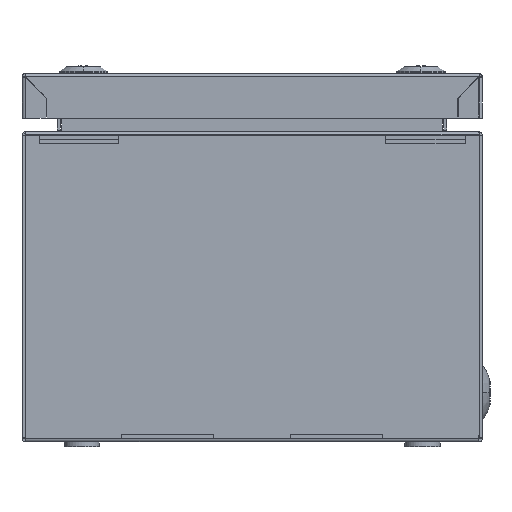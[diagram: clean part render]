
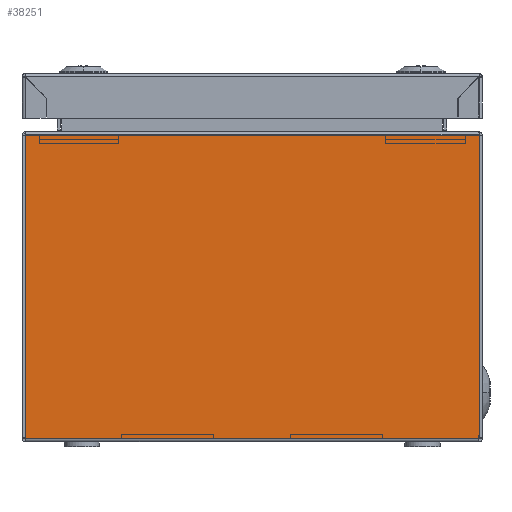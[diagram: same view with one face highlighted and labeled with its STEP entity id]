
A CAD part, left-side view. The second image highlights one B-rep face of the part: STEP entity #38251.
In plain terms, the highlighted planar face has unit normal (-1, 0, 0).
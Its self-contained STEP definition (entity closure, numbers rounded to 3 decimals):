
#20341 = EDGE_CURVE ( 'NONE', #69173, #69179, #73001, .T. ) ;
#20371 = EDGE_CURVE ( 'NONE', #69224, #69212, #73069, .T. ) ;
#20565 = EDGE_CURVE ( 'NONE', #69335, #69332, #73316, .T. ) ;
#20569 = EDGE_CURVE ( 'NONE', #69224, #69284, #73327, .T. ) ;
#20572 = EDGE_CURVE ( 'NONE', #69179, #69341, #73330, .T. ) ;
#20576 = EDGE_CURVE ( 'NONE', #69212, #69173, #73336, .T. ) ;
#20579 = EDGE_CURVE ( 'NONE', #69284, #69335, #73323, .T. ) ;
#20581 = EDGE_CURVE ( 'NONE', #69341, #69332, #73342, .T. ) ;
#38251 = ADVANCED_FACE ( 'NONE', ( #39585 ), #39587, .T. ) ;
#39561 = CARTESIAN_POINT ( 'NONE',  ( -150., 62., -422.957 ) ) ;
#39585 = FACE_OUTER_BOUND ( 'NONE', #69315, .T. ) ;
#39587 = PLANE ( 'NONE',  #81700 ) ;
#39591 = DIRECTION ( 'NONE',  ( -1., 0., 0. ) ) ;
#39594 = DIRECTION ( 'NONE',  ( 0., 0., 1. ) ) ;
#46824 = VECTOR ( 'NONE', #73011, 1000. ) ;
#46872 = VECTOR ( 'NONE', #73072, 1000. ) ;
#47077 = VECTOR ( 'NONE', #73324, 1000. ) ;
#47084 = VECTOR ( 'NONE', #73329, 1000. ) ;
#47085 = VECTOR ( 'NONE', #73333, 1000. ) ;
#47087 = VECTOR ( 'NONE', #73341, 1000. ) ;
#47089 = VECTOR ( 'NONE', #73339, 1000. ) ;
#47094 = VECTOR ( 'NONE', #73344, 1000. ) ;
#61383 = ORIENTED_EDGE ( 'NONE', *, *, #20576, .F. ) ;
#61385 = ORIENTED_EDGE ( 'NONE', *, *, #20371, .F. ) ;
#61387 = ORIENTED_EDGE ( 'NONE', *, *, #20569, .T. ) ;
#61389 = ORIENTED_EDGE ( 'NONE', *, *, #20579, .T. ) ;
#61391 = ORIENTED_EDGE ( 'NONE', *, *, #20565, .T. ) ;
#61393 = ORIENTED_EDGE ( 'NONE', *, *, #20581, .F. ) ;
#61395 = ORIENTED_EDGE ( 'NONE', *, *, #20572, .F. ) ;
#61397 = ORIENTED_EDGE ( 'NONE', *, *, #20341, .F. ) ;
#69173 = VERTEX_POINT ( 'NONE', #87808 ) ;
#69179 = VERTEX_POINT ( 'NONE', #87820 ) ;
#69212 = VERTEX_POINT ( 'NONE', #87842 ) ;
#69224 = VERTEX_POINT ( 'NONE', #87850 ) ;
#69284 = VERTEX_POINT ( 'NONE', #87890 ) ;
#69315 = EDGE_LOOP ( 'NONE', ( #61383, #61385, #61387, #61389, #61391, #61393, #61395, #61397 ) ) ;
#69332 = VERTEX_POINT ( 'NONE', #87922 ) ;
#69335 = VERTEX_POINT ( 'NONE', #87924 ) ;
#69341 = VERTEX_POINT ( 'NONE', #87928 ) ;
#73001 = LINE ( 'NONE', #73010, #46824 ) ;
#73010 = CARTESIAN_POINT ( 'NONE',  ( -150., -74., 99.043 ) ) ;
#73011 = DIRECTION ( 'NONE',  ( 0., 0., -1. ) ) ;
#73069 = LINE ( 'NONE', #73071, #46872 ) ;
#73071 = CARTESIAN_POINT ( 'NONE',  ( -150., 74., 99.043 ) ) ;
#73072 = DIRECTION ( 'NONE',  ( 0., 0., 1. ) ) ;
#73312 = CARTESIAN_POINT ( 'NONE',  ( -150., 62., 0.1 ) ) ;
#73316 = LINE ( 'NONE', #73312, #47077 ) ;
#73323 = LINE ( 'NONE', #73340, #47087 ) ;
#73324 = DIRECTION ( 'NONE',  ( 0., -1., 0. ) ) ;
#73327 = LINE ( 'NONE', #73328, #47084 ) ;
#73328 = CARTESIAN_POINT ( 'NONE',  ( -150., -526.942, 1.143 ) ) ;
#73329 = DIRECTION ( 'NONE',  ( 0., -1., 0. ) ) ;
#73330 = LINE ( 'NONE', #73332, #47085 ) ;
#73332 = CARTESIAN_POINT ( 'NONE',  ( -150., -526.942, 1.143 ) ) ;
#73333 = DIRECTION ( 'NONE',  ( 0., 1., 0. ) ) ;
#73336 = LINE ( 'NONE', #73338, #47089 ) ;
#73338 = CARTESIAN_POINT ( 'NONE',  ( -150., 62., 98.943 ) ) ;
#73339 = DIRECTION ( 'NONE',  ( 0., -1., 0. ) ) ;
#73340 = CARTESIAN_POINT ( 'NONE',  ( -150., 73.75, -148.957 ) ) ;
#73341 = DIRECTION ( 'NONE',  ( 0., 0., -1. ) ) ;
#73342 = LINE ( 'NONE', #73343, #47094 ) ;
#73343 = CARTESIAN_POINT ( 'NONE',  ( -150., -73.75, -148.957 ) ) ;
#73344 = DIRECTION ( 'NONE',  ( 0., 0., -1. ) ) ;
#81700 = AXIS2_PLACEMENT_3D ( 'NONE', #39561, #39591, #39594 ) ;
#87808 = CARTESIAN_POINT ( 'NONE',  ( -150., -74., 98.943 ) ) ;
#87820 = CARTESIAN_POINT ( 'NONE',  ( -150., -74., 1.143 ) ) ;
#87842 = CARTESIAN_POINT ( 'NONE',  ( -150., 74., 98.943 ) ) ;
#87850 = CARTESIAN_POINT ( 'NONE',  ( -150., 74., 1.143 ) ) ;
#87890 = CARTESIAN_POINT ( 'NONE',  ( -150., 73.75, 1.143 ) ) ;
#87922 = CARTESIAN_POINT ( 'NONE',  ( -150., -73.75, 0.1 ) ) ;
#87924 = CARTESIAN_POINT ( 'NONE',  ( -150., 73.75, 0.1 ) ) ;
#87928 = CARTESIAN_POINT ( 'NONE',  ( -150., -73.75, 1.143 ) ) ;
